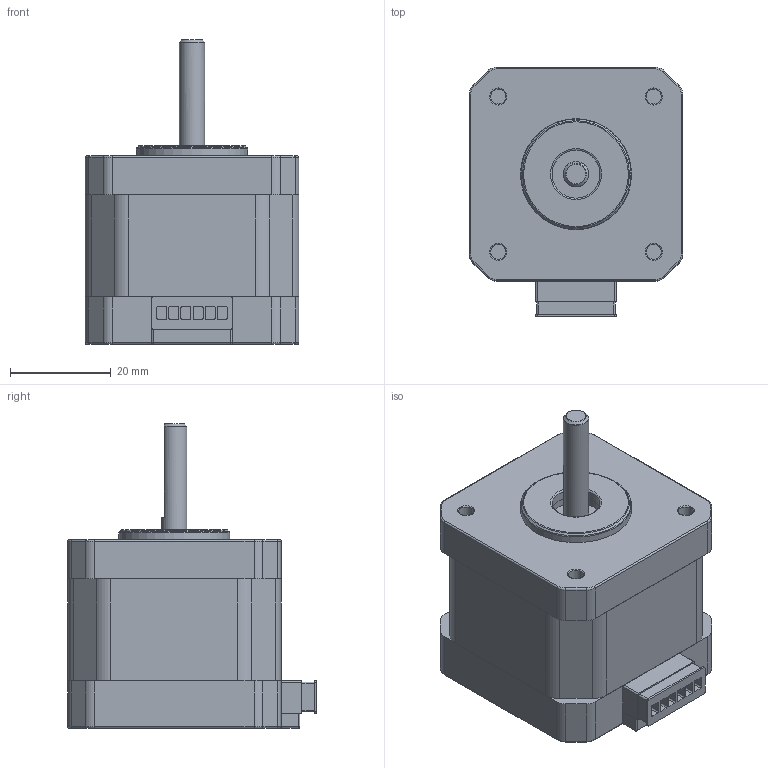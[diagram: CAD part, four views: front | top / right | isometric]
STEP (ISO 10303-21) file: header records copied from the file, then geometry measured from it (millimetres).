
FILE_DESCRIPTION(/* description */ (''),/* implementation_level */ '2;1');
FILE_NAME(/* name */ 'Stepper_17HS4401.stp',/* time_stamp */ '2020-11-30T22:29:14+02:00',/* author */ ('Radu'),/* organization */ (''),/* preprocessor_version */ 'ST-DEVELOPER v18',/* originating_system */ 'Autodesk Inventor 2020',/* authorisation */ '');
FILE_SCHEMA (('AUTOMOTIVE_DESIGN { 1 0 10303 214 3 1 1 }'));
Length unit declared in the file: millimetre
Products named in the file (1): Stepper_17HS4401
Bounding box: 42.3 x 49.3 x 60.3 mm (x, y, z)
Volume: 65113.8 mm3; surface area: 18919.5 mm2
Topology: 7 solids, 7 shells, 229 faces, 564 edges, 367 vertices
Faces by surface type: plane 98, cylinder 95, torus 32, sphere 2, cone 2
Full cylindrical faces by diameter (mm): 3 x8, 5 x2, 9 x1, 9.5 x2, 22 x1
Entity records: 6932 total; most frequent: DIRECTION 1287, CARTESIAN_POINT 1189, ORIENTED_EDGE 1128, EDGE_CURVE 564, AXIS2_PLACEMENT_3D 498, VERTEX_POINT 367, LINE 291, VECTOR 291
